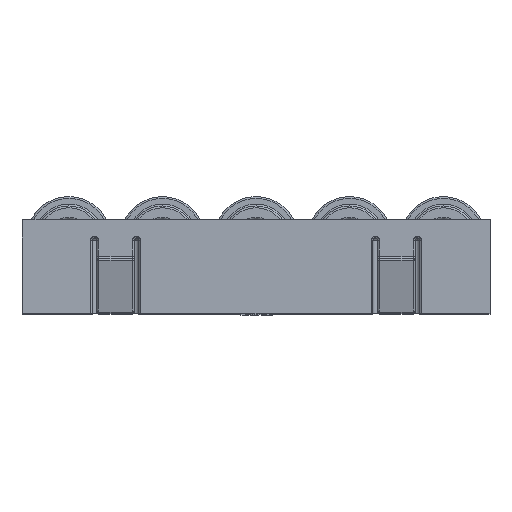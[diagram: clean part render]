
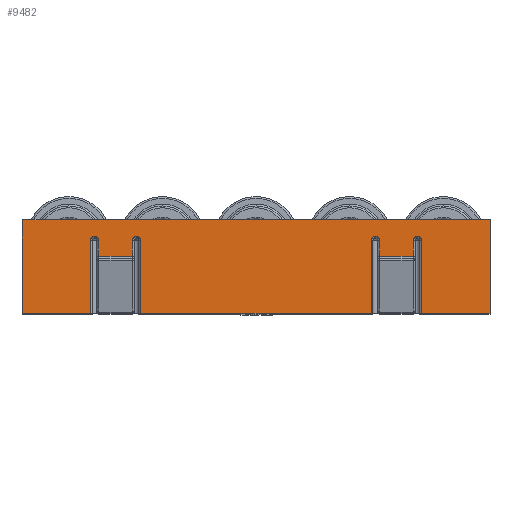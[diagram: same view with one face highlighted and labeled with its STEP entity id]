
A CAD part, top view. The second image highlights one B-rep face of the part: STEP entity #9482.
In plain terms, the highlighted planar face has unit normal (0, 0, 1).
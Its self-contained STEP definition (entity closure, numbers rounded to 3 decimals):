
#394=PLANE('',#10292);
#624=FACE_OUTER_BOUND('',#1226,.T.);
#1226=EDGE_LOOP('',(#6712,#6713,#6714,#6715,#6716,#6717,#6718,#6719,#6720,
#6721,#6722,#6723,#6724,#6725,#6726,#6727,#6728,#6729,#6730,#6731,#6732,
#6733,#6734,#6735,#6736,#6737,#6738,#6739));
#1811=LINE('',#14527,#2600);
#1815=LINE('',#14543,#2604);
#1819=LINE('',#14559,#2608);
#2023=LINE('',#15535,#2812);
#2028=LINE('',#15548,#2817);
#2029=LINE('',#15553,#2818);
#2030=LINE('',#15555,#2819);
#2031=LINE('',#15559,#2820);
#2032=LINE('',#15563,#2821);
#2033=LINE('',#15565,#2822);
#2034=LINE('',#15567,#2823);
#2035=LINE('',#15571,#2824);
#2036=LINE('',#15574,#2825);
#2037=LINE('',#15575,#2826);
#2038=LINE('',#15577,#2827);
#2039=LINE('',#15581,#2828);
#2040=LINE('',#15585,#2829);
#2041=LINE('',#15587,#2830);
#2042=LINE('',#15589,#2831);
#2043=LINE('',#15592,#2832);
#2600=VECTOR('',#11382,1000.);
#2604=VECTOR('',#11394,1000.);
#2608=VECTOR('',#11406,1000.);
#2812=VECTOR('',#11848,1000.);
#2817=VECTOR('',#11859,1000.);
#2818=VECTOR('',#11864,1000.);
#2819=VECTOR('',#11865,1000.);
#2820=VECTOR('',#11868,1000.);
#2821=VECTOR('',#11871,1000.);
#2822=VECTOR('',#11872,1000.);
#2823=VECTOR('',#11873,1000.);
#2824=VECTOR('',#11876,1000.);
#2825=VECTOR('',#11879,1000.);
#2826=VECTOR('',#11880,1000.);
#2827=VECTOR('',#11881,1000.);
#2828=VECTOR('',#11884,1000.);
#2829=VECTOR('',#11887,1000.);
#2830=VECTOR('',#11888,1000.);
#2831=VECTOR('',#11889,1000.);
#2832=VECTOR('',#11892,1000.);
#3498=CIRCLE('',#10293,0.4);
#3499=CIRCLE('',#10294,0.4);
#3500=CIRCLE('',#10295,0.4);
#3501=CIRCLE('',#10296,0.4);
#3502=CIRCLE('',#10297,0.4);
#3503=CIRCLE('',#10298,0.4);
#3504=CIRCLE('',#10299,0.4);
#3505=CIRCLE('',#10300,0.4);
#3964=VERTEX_POINT('',#14524);
#3965=VERTEX_POINT('',#14526);
#3972=VERTEX_POINT('',#14540);
#3973=VERTEX_POINT('',#14542);
#3980=VERTEX_POINT('',#14556);
#3981=VERTEX_POINT('',#14558);
#4255=VERTEX_POINT('',#15479);
#4280=VERTEX_POINT('',#15533);
#4286=VERTEX_POINT('',#15550);
#4287=VERTEX_POINT('',#15551);
#4288=VERTEX_POINT('',#15554);
#4289=VERTEX_POINT('',#15556);
#4290=VERTEX_POINT('',#15558);
#4291=VERTEX_POINT('',#15560);
#4292=VERTEX_POINT('',#15562);
#4293=VERTEX_POINT('',#15564);
#4294=VERTEX_POINT('',#15566);
#4295=VERTEX_POINT('',#15568);
#4296=VERTEX_POINT('',#15570);
#4297=VERTEX_POINT('',#15572);
#4298=VERTEX_POINT('',#15576);
#4299=VERTEX_POINT('',#15578);
#4300=VERTEX_POINT('',#15580);
#4301=VERTEX_POINT('',#15582);
#4302=VERTEX_POINT('',#15584);
#4303=VERTEX_POINT('',#15586);
#4304=VERTEX_POINT('',#15588);
#4305=VERTEX_POINT('',#15590);
#4863=EDGE_CURVE('',#3964,#3965,#1811,.T.);
#4871=EDGE_CURVE('',#3972,#3973,#1815,.T.);
#4879=EDGE_CURVE('',#3981,#3980,#1819,.T.);
#5202=EDGE_CURVE('',#4280,#4255,#2023,.T.);
#5209=EDGE_CURVE('',#3964,#4255,#2028,.T.);
#5210=EDGE_CURVE('',#4286,#4287,#3498,.T.);
#5211=EDGE_CURVE('',#4286,#3973,#2029,.T.);
#5212=EDGE_CURVE('',#3972,#4288,#2030,.T.);
#5213=EDGE_CURVE('',#4289,#4288,#3499,.T.);
#5214=EDGE_CURVE('',#4289,#4290,#2031,.T.);
#5215=EDGE_CURVE('',#4291,#4290,#3500,.T.);
#5216=EDGE_CURVE('',#4291,#4292,#2032,.T.);
#5217=EDGE_CURVE('',#4292,#4293,#2033,.T.);
#5218=EDGE_CURVE('',#4293,#4294,#2034,.T.);
#5219=EDGE_CURVE('',#4295,#4294,#3501,.T.);
#5220=EDGE_CURVE('',#4295,#4296,#2035,.T.);
#5221=EDGE_CURVE('',#4297,#4296,#3502,.T.);
#5222=EDGE_CURVE('',#4297,#3965,#2036,.T.);
#5223=EDGE_CURVE('',#3981,#4280,#2037,.T.);
#5224=EDGE_CURVE('',#3980,#4298,#2038,.T.);
#5225=EDGE_CURVE('',#4299,#4298,#3503,.T.);
#5226=EDGE_CURVE('',#4299,#4300,#2039,.T.);
#5227=EDGE_CURVE('',#4301,#4300,#3504,.T.);
#5228=EDGE_CURVE('',#4301,#4302,#2040,.T.);
#5229=EDGE_CURVE('',#4302,#4303,#2041,.T.);
#5230=EDGE_CURVE('',#4303,#4304,#2042,.T.);
#5231=EDGE_CURVE('',#4305,#4304,#3505,.T.);
#5232=EDGE_CURVE('',#4305,#4287,#2043,.T.);
#6712=ORIENTED_EDGE('',*,*,#5210,.F.);
#6713=ORIENTED_EDGE('',*,*,#5211,.T.);
#6714=ORIENTED_EDGE('',*,*,#4871,.F.);
#6715=ORIENTED_EDGE('',*,*,#5212,.T.);
#6716=ORIENTED_EDGE('',*,*,#5213,.F.);
#6717=ORIENTED_EDGE('',*,*,#5214,.T.);
#6718=ORIENTED_EDGE('',*,*,#5215,.F.);
#6719=ORIENTED_EDGE('',*,*,#5216,.T.);
#6720=ORIENTED_EDGE('',*,*,#5217,.T.);
#6721=ORIENTED_EDGE('',*,*,#5218,.T.);
#6722=ORIENTED_EDGE('',*,*,#5219,.F.);
#6723=ORIENTED_EDGE('',*,*,#5220,.T.);
#6724=ORIENTED_EDGE('',*,*,#5221,.F.);
#6725=ORIENTED_EDGE('',*,*,#5222,.T.);
#6726=ORIENTED_EDGE('',*,*,#4863,.F.);
#6727=ORIENTED_EDGE('',*,*,#5209,.T.);
#6728=ORIENTED_EDGE('',*,*,#5202,.F.);
#6729=ORIENTED_EDGE('',*,*,#5223,.F.);
#6730=ORIENTED_EDGE('',*,*,#4879,.T.);
#6731=ORIENTED_EDGE('',*,*,#5224,.T.);
#6732=ORIENTED_EDGE('',*,*,#5225,.F.);
#6733=ORIENTED_EDGE('',*,*,#5226,.T.);
#6734=ORIENTED_EDGE('',*,*,#5227,.F.);
#6735=ORIENTED_EDGE('',*,*,#5228,.T.);
#6736=ORIENTED_EDGE('',*,*,#5229,.T.);
#6737=ORIENTED_EDGE('',*,*,#5230,.T.);
#6738=ORIENTED_EDGE('',*,*,#5231,.F.);
#6739=ORIENTED_EDGE('',*,*,#5232,.T.);
#9482=ADVANCED_FACE('',(#624),#394,.T.);
#10292=AXIS2_PLACEMENT_3D('',#15549,#11860,#11861);
#10293=AXIS2_PLACEMENT_3D('',#15552,#11862,#11863);
#10294=AXIS2_PLACEMENT_3D('',#15557,#11866,#11867);
#10295=AXIS2_PLACEMENT_3D('',#15561,#11869,#11870);
#10296=AXIS2_PLACEMENT_3D('',#15569,#11874,#11875);
#10297=AXIS2_PLACEMENT_3D('',#15573,#11877,#11878);
#10298=AXIS2_PLACEMENT_3D('',#15579,#11882,#11883);
#10299=AXIS2_PLACEMENT_3D('',#15583,#11885,#11886);
#10300=AXIS2_PLACEMENT_3D('',#15591,#11890,#11891);
#11382=DIRECTION('',(-1.,0.,0.));
#11394=DIRECTION('',(-1.,0.,0.));
#11406=DIRECTION('',(1.,0.,0.));
#11848=DIRECTION('',(1.,0.,0.));
#11859=DIRECTION('',(0.,1.,0.));
#11860=DIRECTION('center_axis',(0.,0.,1.));
#11861=DIRECTION('ref_axis',(1.,0.,0.));
#11862=DIRECTION('center_axis',(0.,0.,1.));
#11863=DIRECTION('ref_axis',(1.,0.,0.));
#11864=DIRECTION('',(0.,-1.,0.));
#11865=DIRECTION('',(0.,1.,0.));
#11866=DIRECTION('center_axis',(0.,0.,1.));
#11867=DIRECTION('ref_axis',(1.,0.,0.));
#11868=DIRECTION('',(1.,0.,0.));
#11869=DIRECTION('center_axis',(0.,0.,1.));
#11870=DIRECTION('ref_axis',(1.,0.,0.));
#11871=DIRECTION('',(0.,-1.,0.));
#11872=DIRECTION('',(1.,0.,0.));
#11873=DIRECTION('',(0.,1.,0.));
#11874=DIRECTION('center_axis',(0.,0.,1.));
#11875=DIRECTION('ref_axis',(1.,0.,0.));
#11876=DIRECTION('',(1.,0.,0.));
#11877=DIRECTION('center_axis',(0.,0.,1.));
#11878=DIRECTION('ref_axis',(1.,0.,0.));
#11879=DIRECTION('',(0.,-1.,0.));
#11880=DIRECTION('',(0.,1.,0.));
#11881=DIRECTION('',(0.,1.,0.));
#11882=DIRECTION('center_axis',(0.,0.,1.));
#11883=DIRECTION('ref_axis',(1.,0.,0.));
#11884=DIRECTION('',(1.,0.,0.));
#11885=DIRECTION('center_axis',(0.,0.,1.));
#11886=DIRECTION('ref_axis',(1.,0.,0.));
#11887=DIRECTION('',(0.,-1.,0.));
#11888=DIRECTION('',(1.,0.,0.));
#11889=DIRECTION('',(0.,1.,0.));
#11890=DIRECTION('center_axis',(0.,0.,1.));
#11891=DIRECTION('ref_axis',(1.,0.,0.));
#11892=DIRECTION('',(1.,0.,0.));
#14524=CARTESIAN_POINT('',(25.,-10.,16.7));
#14526=CARTESIAN_POINT('',(17.7,-10.,16.7));
#14527=CARTESIAN_POINT('',(25.,-10.,16.7));
#14540=CARTESIAN_POINT('',(12.3,-10.,16.7));
#14542=CARTESIAN_POINT('',(-12.3,-10.,16.7));
#14543=CARTESIAN_POINT('',(-13.,-10.,16.7));
#14556=CARTESIAN_POINT('',(-17.7,-10.,16.7));
#14558=CARTESIAN_POINT('',(-25.,-10.,16.7));
#14559=CARTESIAN_POINT('',(-25.,-10.,16.7));
#15479=CARTESIAN_POINT('',(25.,0.,16.7));
#15533=CARTESIAN_POINT('',(-25.,0.,16.7));
#15535=CARTESIAN_POINT('',(-25.,0.,16.7));
#15548=CARTESIAN_POINT('',(25.,-10.,16.7));
#15549=CARTESIAN_POINT('Origin',(-25.,-10.,16.7));
#15550=CARTESIAN_POINT('',(-12.3,-2.2,16.7));
#15551=CARTESIAN_POINT('',(-12.7,-1.8,16.7));
#15552=CARTESIAN_POINT('Origin',(-12.7,-2.2,16.7));
#15553=CARTESIAN_POINT('',(-12.3,-10.,16.7));
#15554=CARTESIAN_POINT('',(12.3,-2.2,16.7));
#15555=CARTESIAN_POINT('',(12.3,-2.,16.7));
#15556=CARTESIAN_POINT('',(12.7,-1.8,16.7));
#15557=CARTESIAN_POINT('Origin',(12.7,-2.2,16.7));
#15558=CARTESIAN_POINT('',(12.8,-1.8,16.7));
#15559=CARTESIAN_POINT('',(-25.,-1.8,16.7));
#15560=CARTESIAN_POINT('',(13.2,-2.2,16.7));
#15561=CARTESIAN_POINT('Origin',(12.8,-2.2,16.7));
#15562=CARTESIAN_POINT('',(13.2,-3.9,16.7));
#15563=CARTESIAN_POINT('',(13.2,-4.1,16.7));
#15564=CARTESIAN_POINT('',(16.8,-3.9,16.7));
#15565=CARTESIAN_POINT('',(17.,-3.9,16.7));
#15566=CARTESIAN_POINT('',(16.8,-2.2,16.7));
#15567=CARTESIAN_POINT('',(16.8,-2.,16.7));
#15568=CARTESIAN_POINT('',(17.2,-1.8,16.7));
#15569=CARTESIAN_POINT('Origin',(17.2,-2.2,16.7));
#15570=CARTESIAN_POINT('',(17.3,-1.8,16.7));
#15571=CARTESIAN_POINT('',(-25.,-1.8,16.7));
#15572=CARTESIAN_POINT('',(17.7,-2.2,16.7));
#15573=CARTESIAN_POINT('Origin',(17.3,-2.2,16.7));
#15574=CARTESIAN_POINT('',(17.7,-10.,16.7));
#15575=CARTESIAN_POINT('',(-25.,-10.,16.7));
#15576=CARTESIAN_POINT('',(-17.7,-2.2,16.7));
#15577=CARTESIAN_POINT('',(-17.7,-2.,16.7));
#15578=CARTESIAN_POINT('',(-17.3,-1.8,16.7));
#15579=CARTESIAN_POINT('Origin',(-17.3,-2.2,16.7));
#15580=CARTESIAN_POINT('',(-17.2,-1.8,16.7));
#15581=CARTESIAN_POINT('',(-25.,-1.8,16.7));
#15582=CARTESIAN_POINT('',(-16.8,-2.2,16.7));
#15583=CARTESIAN_POINT('Origin',(-17.2,-2.2,16.7));
#15584=CARTESIAN_POINT('',(-16.8,-3.9,16.7));
#15585=CARTESIAN_POINT('',(-16.8,-4.1,16.7));
#15586=CARTESIAN_POINT('',(-13.2,-3.9,16.7));
#15587=CARTESIAN_POINT('',(-13.,-3.9,16.7));
#15588=CARTESIAN_POINT('',(-13.2,-2.2,16.7));
#15589=CARTESIAN_POINT('',(-13.2,-2.,16.7));
#15590=CARTESIAN_POINT('',(-12.8,-1.8,16.7));
#15591=CARTESIAN_POINT('Origin',(-12.8,-2.2,16.7));
#15592=CARTESIAN_POINT('',(-25.,-1.8,16.7));
